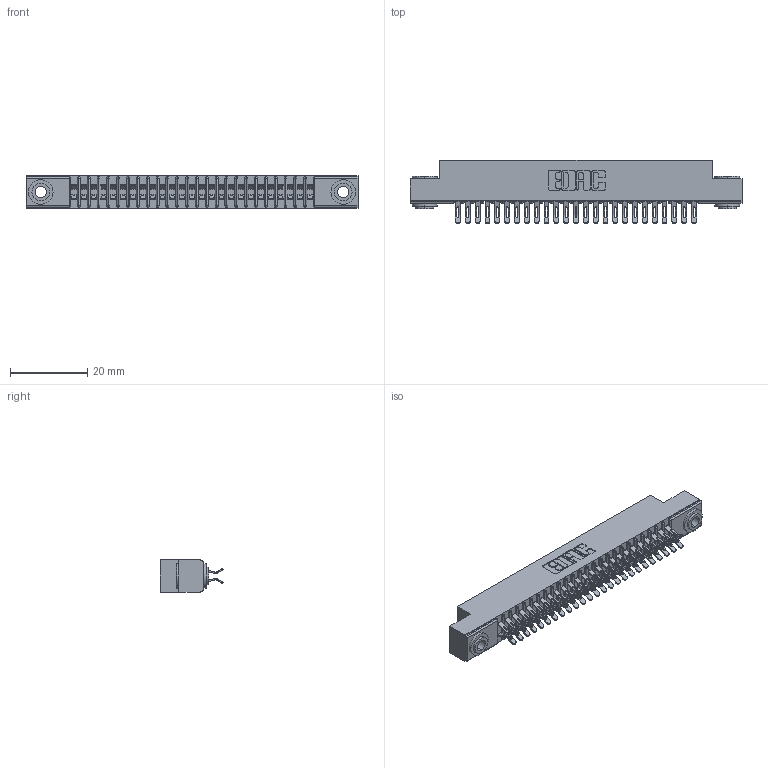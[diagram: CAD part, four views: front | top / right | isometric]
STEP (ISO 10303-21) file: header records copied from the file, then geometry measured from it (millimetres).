
FILE_DESCRIPTION (( 'STEP AP203' ), '1' );
FILE_NAME ('341-050-555-203.STEP', '2018-08-07T12:40:00', ( '' ), ( '' ), 'SwSTEP 2.0', 'SolidWorks 2016', '' );
FILE_SCHEMA (( 'CONFIG_CONTROL_DESIGN' ));
Length unit declared in the file: inch
Products named in the file (4): 345-250-002_345-250-002-102; 341-050-555-203; 341 Part_.156 (3.96) Dia Mounting Holes; 341-292-001_341-292-155
Assembly tree (53 placements, depth 2):
  341-050-555-203
    341 Part_.156 (3.96) Dia Mounting Holes
    341-292-001_341-292-155  x50
    345-250-002_345-250-002-102  x2
Bounding box: 85.72 x 16.31 x 8.38 mm (x, y, z)
Volume: 4937.1 mm3; surface area: 11099.8 mm2
Topology: 53 solids, 53 shells, 4068 faces, 12103 edges, 7878 vertices
Faces by surface type: plane 2192, cylinder 1768, sphere 52, torus 48, cone 8
Entity records: 34055 total; most frequent: CARTESIAN_POINT 5658, ORIENTED_EDGE 5602, DIRECTION 5509, EDGE_CURVE 2801, LINE 2219, VECTOR 2219, VERTEX_POINT 1778, AXIS2_PLACEMENT_3D 1645
